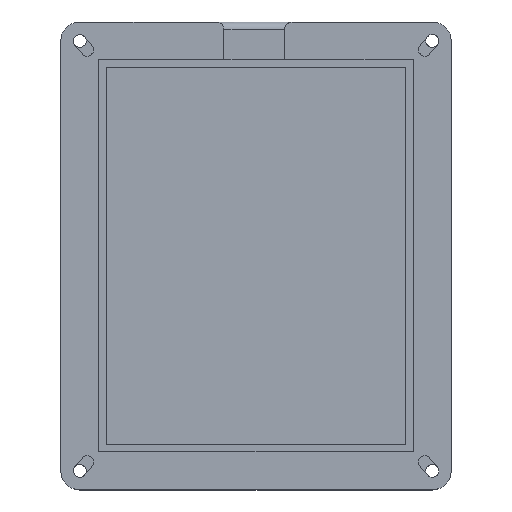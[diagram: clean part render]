
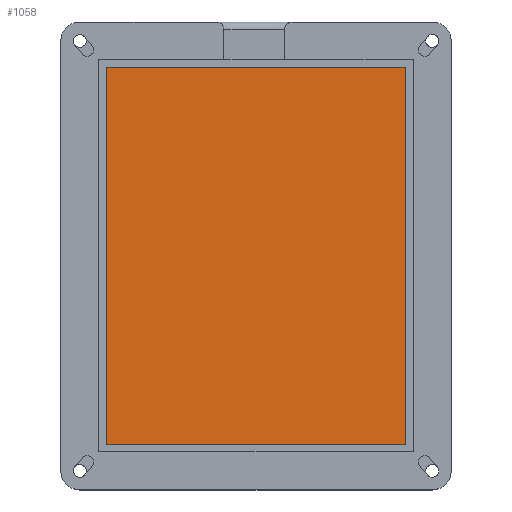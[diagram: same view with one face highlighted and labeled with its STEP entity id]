
A CAD part, top view. The second image highlights one B-rep face of the part: STEP entity #1058.
In plain terms, the highlighted planar face has unit normal (0, 0, 1).
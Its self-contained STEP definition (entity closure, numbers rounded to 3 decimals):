
#127=FACE_OUTER_BOUND('',#193,.T.);
#193=EDGE_LOOP('',(#819,#820,#821,#822));
#295=LINE('',#1700,#394);
#298=LINE('',#1706,#397);
#299=LINE('',#1708,#398);
#300=LINE('',#1709,#399);
#394=VECTOR('',#1361,10.);
#397=VECTOR('',#1366,10.);
#398=VECTOR('',#1367,10.);
#399=VECTOR('',#1368,10.);
#502=VERTEX_POINT('',#1696);
#504=VERTEX_POINT('',#1699);
#506=VERTEX_POINT('',#1705);
#507=VERTEX_POINT('',#1707);
#621=EDGE_CURVE('',#504,#502,#295,.T.);
#624=EDGE_CURVE('',#506,#502,#298,.T.);
#625=EDGE_CURVE('',#506,#507,#299,.T.);
#626=EDGE_CURVE('',#507,#504,#300,.T.);
#819=ORIENTED_EDGE('',*,*,#624,.F.);
#820=ORIENTED_EDGE('',*,*,#625,.T.);
#821=ORIENTED_EDGE('',*,*,#626,.T.);
#822=ORIENTED_EDGE('',*,*,#621,.T.);
#1013=PLANE('',#1150);
#1058=ADVANCED_FACE('',(#127),#1013,.T.);
#1150=AXIS2_PLACEMENT_3D('',#1704,#1364,#1365);
#1361=DIRECTION('',(0.,1.,0.));
#1364=DIRECTION('center_axis',(0.,0.,1.));
#1365=DIRECTION('ref_axis',(1.,0.,0.));
#1366=DIRECTION('',(1.,0.,0.));
#1367=DIRECTION('',(0.,-1.,0.));
#1368=DIRECTION('',(1.,0.,0.));
#1696=CARTESIAN_POINT('',(79.963,100.41,3.));
#1699=CARTESIAN_POINT('',(79.963,1.,3.));
#1700=CARTESIAN_POINT('',(79.963,77.057,3.));
#1704=CARTESIAN_POINT('Origin',(40.481,51.705,3.));
#1705=CARTESIAN_POINT('',(1.,100.41,3.));
#1706=CARTESIAN_POINT('',(20.741,100.41,3.));
#1707=CARTESIAN_POINT('',(1.,1.,3.));
#1708=CARTESIAN_POINT('',(1.,26.352,3.));
#1709=CARTESIAN_POINT('',(60.222,1.,3.));
